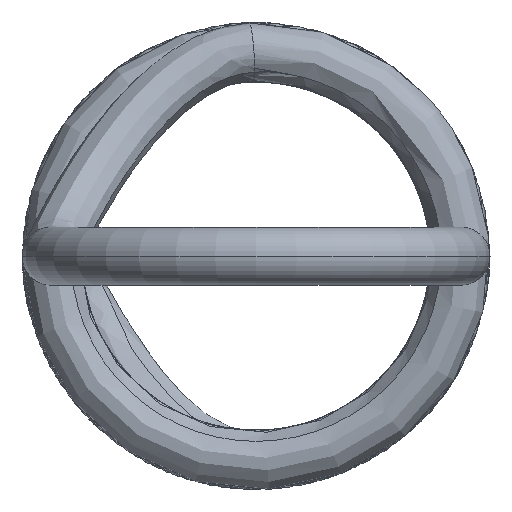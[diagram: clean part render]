
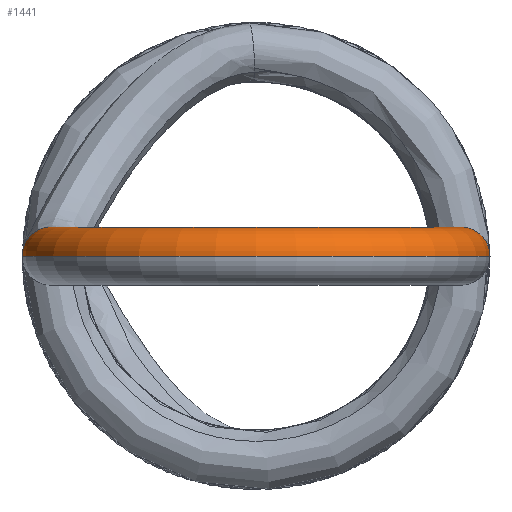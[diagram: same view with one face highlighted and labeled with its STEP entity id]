
A CAD part, left-side view. The second image highlights one B-rep face of the part: STEP entity #1441.
In plain terms, the highlighted toroidal (fillet/blend) face has major radius 2.781 mm and minor radius 0.394 mm.
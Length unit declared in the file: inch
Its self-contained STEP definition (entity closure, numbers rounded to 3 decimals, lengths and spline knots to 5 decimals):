
#31 = CARTESIAN_POINT ( 'NONE',  ( -0.375, 0.094, 0. ) ) ;
#93 = CARTESIAN_POINT ( 'NONE',  ( -0.375, 0.125, 0. ) ) ;
#121 = ORIENTED_EDGE ( 'NONE', *, *, #1895, .F. ) ;
#144 = AXIS2_PLACEMENT_3D ( 'NONE', #2085, #5356, #1115 ) ;
#230 = CARTESIAN_POINT ( 'NONE',  ( -0.25, 0., 0. ) ) ;
#305 = DIRECTION ( 'NONE',  ( 1., 0., 0. ) ) ;
#410 = EDGE_CURVE ( 'NONE', #3873, #2052, #641, .T. ) ;
#584 = ORIENTED_EDGE ( 'NONE', *, *, #410, .T. ) ;
#641 = CIRCLE ( 'NONE', #144, 0.0155 ) ;
#900 = VERTEX_POINT ( 'NONE', #93 ) ;
#1115 = DIRECTION ( 'NONE',  ( 1., 0., 0. ) ) ;
#1247 = CIRCLE ( 'NONE', #5599, 0.125 ) ;
#1344 = AXIS2_PLACEMENT_3D ( 'NONE', #5407, #4567, #3579 ) ;
#1441 = ADVANCED_FACE ( 'NONE', ( #2443 ), #4602, .T. ) ;
#1895 = EDGE_CURVE ( 'NONE', #3968, #2052, #2828, .T. ) ;
#1935 = AXIS2_PLACEMENT_3D ( 'NONE', #4784, #5218, #4665 ) ;
#2052 = VERTEX_POINT ( 'NONE', #5729 ) ;
#2085 = CARTESIAN_POINT ( 'NONE',  ( -0.2655, 0., 0. ) ) ;
#2443 = FACE_OUTER_BOUND ( 'NONE', #3814, .T. ) ;
#2672 = CARTESIAN_POINT ( 'NONE',  ( -0.375, 0., 0. ) ) ;
#2827 = ORIENTED_EDGE ( 'NONE', *, *, #3522, .F. ) ;
#2828 = CIRCLE ( 'NONE', #3513, 0.094 ) ;
#3348 = CARTESIAN_POINT ( 'NONE',  ( -0.375, 0., 0. ) ) ;
#3513 = AXIS2_PLACEMENT_3D ( 'NONE', #2672, #4552, #305 ) ;
#3522 = EDGE_CURVE ( 'NONE', #900, #3968, #4303, .T. ) ;
#3579 = DIRECTION ( 'NONE',  ( 0., 1., 0. ) ) ;
#3814 = EDGE_LOOP ( 'NONE', ( #2827, #5324, #584, #121 ) ) ;
#3873 = VERTEX_POINT ( 'NONE', #230 ) ;
#3968 = VERTEX_POINT ( 'NONE', #31 ) ;
#4275 = DIRECTION ( 'NONE',  ( 0., 0., 1. ) ) ;
#4303 = CIRCLE ( 'NONE', #1344, 0.0155 ) ;
#4543 = EDGE_CURVE ( 'NONE', #900, #3873, #1247, .T. ) ;
#4552 = DIRECTION ( 'NONE',  ( 0., 0., 1. ) ) ;
#4567 = DIRECTION ( 'NONE',  ( 1., 0., 0. ) ) ;
#4602 = TOROIDAL_SURFACE ( 'NONE', #1935, 0.1095, 0.0155 ) ;
#4665 = DIRECTION ( 'NONE',  ( 1., 0., 0. ) ) ;
#4784 = CARTESIAN_POINT ( 'NONE',  ( -0.375, 0., 0. ) ) ;
#4824 = DIRECTION ( 'NONE',  ( 1., 0., 0. ) ) ;
#5218 = DIRECTION ( 'NONE',  ( 0., 0., 1. ) ) ;
#5324 = ORIENTED_EDGE ( 'NONE', *, *, #4543, .T. ) ;
#5356 = DIRECTION ( 'NONE',  ( 0., -1., 0. ) ) ;
#5407 = CARTESIAN_POINT ( 'NONE',  ( -0.375, 0.1095, 0. ) ) ;
#5599 = AXIS2_PLACEMENT_3D ( 'NONE', #3348, #4275, #4824 ) ;
#5729 = CARTESIAN_POINT ( 'NONE',  ( -0.281, 0., 0. ) ) ;
